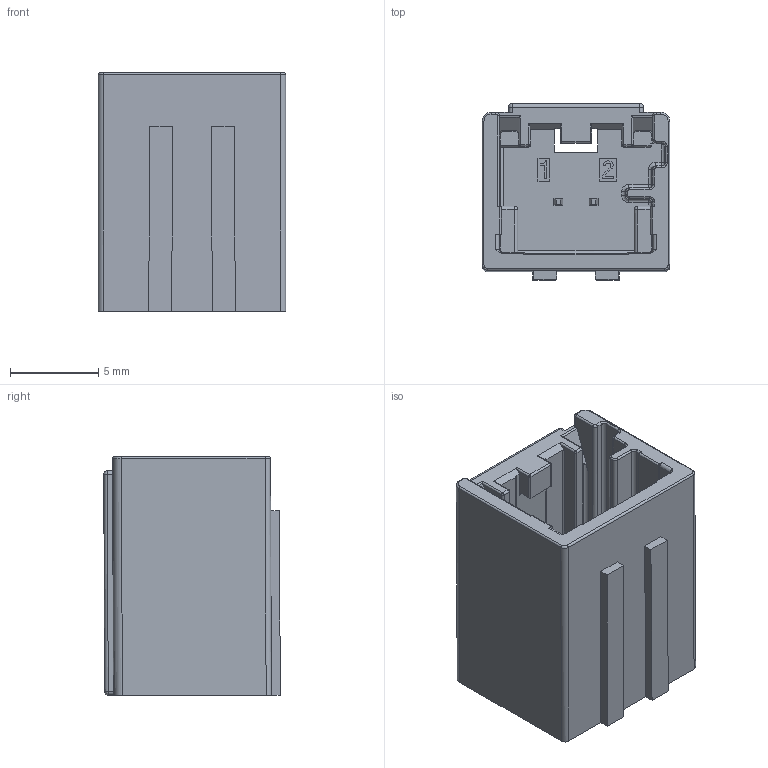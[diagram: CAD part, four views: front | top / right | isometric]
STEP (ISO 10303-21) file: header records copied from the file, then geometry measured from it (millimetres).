
FILE_DESCRIPTION(/* description */ (''),/* implementation_level */ '2;1');
FILE_NAME(/* name */ 'CM-050-U-002-1-B01.stp',/* time_stamp */ '2019-06-18T08:45:00-04:00',/* author */ (''),/* organization */ (''),/* preprocessor_version */ 'ST-DEVELOPER v16',/* originating_system */ 'SIEMENS PLM Software NX 11.0',/* authorisation */ '');
FILE_SCHEMA (('AUTOMOTIVE_DESIGN { 1 0 10303 214 3 1 1 1 }'));
Length unit declared in the file: millimetre
Products named in the file (1): 349129021pdm000_01
Bounding box: 10.62 x 10 x 13.5 mm (x, y, z)
Volume: 631.1 mm3; surface area: 1214 mm2
Topology: 1 solids, 1 shells, 313 faces, 832 edges, 508 vertices
Faces by surface type: plane 168, cylinder 102, bspline 23, sphere 20
Entity records: 9680 total; most frequent: CARTESIAN_POINT 1925, ORIENTED_EDGE 1628, DIRECTION 1619, EDGE_CURVE 814, LINE 583, VECTOR 583, AXIS2_PLACEMENT_3D 518, VERTEX_POINT 508
